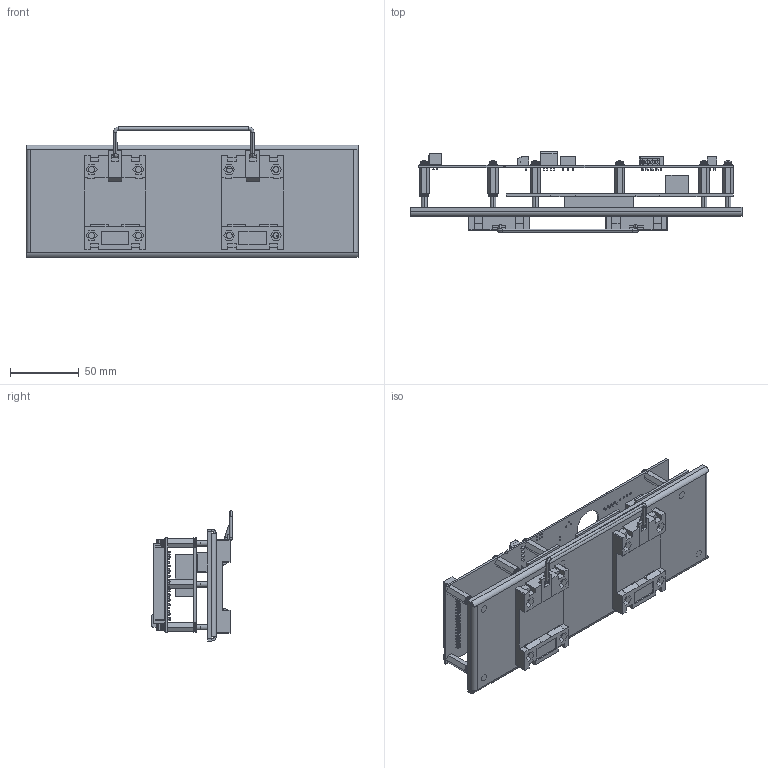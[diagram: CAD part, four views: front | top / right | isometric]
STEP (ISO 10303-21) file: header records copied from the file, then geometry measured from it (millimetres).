
FILE_DESCRIPTION (( 'STEP AP214' ), '1' );
FILE_NAME ('VP16K Dimensional.STEP', '2023-11-13T21:21:31', ( '' ), ( '' ), 'SwSTEP 2.0', 'SolidWorks 2022', '' );
FILE_SCHEMA (( 'AUTOMOTIVE_DESIGN' ));
Length unit declared in the file: inch
Products named in the file (23): PCB-VPage Network Board; Regular LW 0.112_Regular LW 0.112; V-Core Hook; screw terminal vertical 3.5mm VP16K_2 Pos; 680-009743.5; screw terminal vertical 3.5mm VP16K; screw terminal vertical 3.5mm VP16K_3 Pos; VP16K PCB; Standoff 4-40 x .75L; Bel Fuse Inc. 0826-1X1T-M1-F RJ45 Port v1; VP16K Dimensional; VP16K; 40 pin shrouded connector; Narrow FW 0.112_Narrow FW 0.112; CR-PHMS 0.112-40x0.25x0.25-N_CR-PHMS 0.112-40x0.25x0.25-N; EM-MP_45N__H.Select; 306-104447.50-2; phoenix din rail mount; screw terminal vertical 3.5mm VP16K_5 Pos; Fiber Network Port v1; PCB-VPage Network Board-2; PEM CSS-440-8 ---N_PEM CSS-440-8 ---N
Assembly tree (79 placements, depth 3):
  VP16K Dimensional
    306-104447.50-2
      306-104447.50-2
      PEM CSS-440-8 ---N_PEM CSS-440-8 ---N  x9
    PCB-VPage Network Board
      PCB-VPage Network Board-2
      Fiber Network Port v1
      Bel Fuse Inc. 0826-1X1T-M1-F RJ45 Port v1
    Narrow FW 0.112_Narrow FW 0.112  x21
    Standoff 4-40 x .75L  x9
    VP16K PCB
      VP16K
    CR-PHMS 0.112-40x0.25x0.25-N_CR-PHMS 0.112-40x0.25x0.25-N  x9
    Regular LW 0.112_Regular LW 0.112  x9
    680-009743.5
    phoenix din rail mount  x2
      EM-MP_45N__H.Select
    screw terminal vertical 3.5mm VP16K  x5
    V-Core Hook
    screw terminal vertical 3.5mm VP16K_5 Pos
    screw terminal vertical 3.5mm VP16K_2 Pos
    screw terminal vertical 3.5mm VP16K_3 Pos
    40 pin shrouded connector
Bounding box: 241.3 x 58.85 x 94.57 mm (x, y, z)
Volume: 138814.5 mm3; surface area: 147461.1 mm2
Topology: 77 solids, 77 shells, 3088 faces, 7820 edges, 5112 vertices
Faces by surface type: plane 1860, cylinder 1112, cone 72, torus 26, sphere 18
Entity records: 64272 total; most frequent: DIRECTION 9198, CARTESIAN_POINT 8804, ORIENTED_EDGE 8492, EDGE_CURVE 4246, AXIS2_PLACEMENT_3D 3244, VERTEX_POINT 2810, LINE 2710, VECTOR 2710
